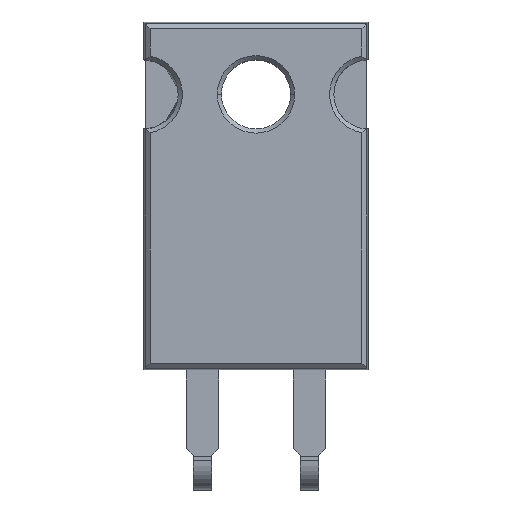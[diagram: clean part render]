
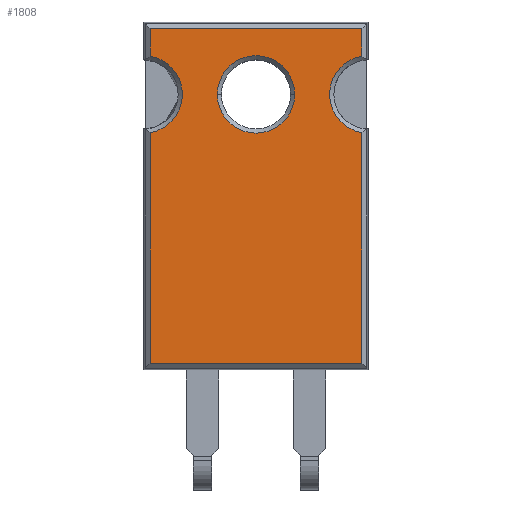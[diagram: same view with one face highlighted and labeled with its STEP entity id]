
A CAD part, top view. The second image highlights one B-rep face of the part: STEP entity #1808.
In plain terms, the highlighted free-form (B-spline) face has degree [1, 1] with [2, 2] control points.
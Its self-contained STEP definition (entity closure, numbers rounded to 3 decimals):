
#1544=CARTESIAN_POINT('',(-1.84,18.4,3.44));
#1545=VERTEX_POINT('',#1544);
#1552=CARTESIAN_POINT('',(1.84,18.4,3.44));
#1553=VERTEX_POINT('',#1552);
#1554=CARTESIAN_POINT('',(0.0,18.4,3.44));
#1555=DIRECTION('',(0.0,0.0,1.0));
#1556=DIRECTION('',(-1.0,0.0,0.0));
#1557=AXIS2_PLACEMENT_3D('',#1554,#1555,#1556);
#1558=CIRCLE('',#1557,1.84);
#1559=EDGE_CURVE('',#1545,#1553,#1558,.T.);
#1721=CARTESIAN_POINT('',(0.0,18.4,3.44));
#1722=DIRECTION('',(0.0,0.0,1.0));
#1723=DIRECTION('',(-1.0,0.0,0.0));
#1724=AXIS2_PLACEMENT_3D('',#1721,#1722,#1723);
#1725=CIRCLE('',#1724,1.84);
#1726=EDGE_CURVE('',#1553,#1545,#1725,.T.);
#1731=CARTESIAN_POINT('',(-5.025,5.63,3.44));
#1732=CARTESIAN_POINT('',(5.025,5.63,3.44));
#1733=CARTESIAN_POINT('',(-5.025,21.53,3.44));
#1734=CARTESIAN_POINT('',(5.025,21.53,3.44));
#1735=B_SPLINE_SURFACE_WITH_KNOTS('',1,1,((#1731,#1733),(#1732,#1734)),.UNSPECIFIED.,.F.,.F.,.U.,(2,2),(2,2),(0.0,10.05),(0.0,15.9),.UNSPECIFIED.);
#1736=CARTESIAN_POINT('',(-5.025,20.214,3.44));
#1737=VERTEX_POINT('',#1736);
#1738=CARTESIAN_POINT('',(-5.025,21.53,3.44));
#1739=VERTEX_POINT('',#1738);
#1740=CARTESIAN_POINT('',(-5.025,20.214,3.44));
#1741=DIRECTION('',(0.0,1.0,0.0));
#1742=VECTOR('',#1741,1.316);
#1743=LINE('',#1740,#1742);
#1744=EDGE_CURVE('',#1737,#1739,#1743,.T.);
#1745=ORIENTED_EDGE('',*,*,#1744,.F.);
#1746=CARTESIAN_POINT('',(-5.025,16.586,3.44));
#1747=VERTEX_POINT('',#1746);
#1748=CARTESIAN_POINT('',(-5.335,18.4,3.44));
#1749=DIRECTION('',(0.0,0.0,1.0));
#1750=DIRECTION('',(1.0,0.0,0.0));
#1751=AXIS2_PLACEMENT_3D('',#1748,#1749,#1750);
#1752=CIRCLE('',#1751,1.84);
#1753=EDGE_CURVE('',#1747,#1737,#1752,.T.);
#1754=ORIENTED_EDGE('',*,*,#1753,.F.);
#1755=CARTESIAN_POINT('',(-5.025,5.63,3.44));
#1756=VERTEX_POINT('',#1755);
#1757=CARTESIAN_POINT('',(-5.025,5.63,3.44));
#1758=DIRECTION('',(0.0,1.0,0.0));
#1759=VECTOR('',#1758,10.956);
#1760=LINE('',#1757,#1759);
#1761=EDGE_CURVE('',#1756,#1747,#1760,.T.);
#1762=ORIENTED_EDGE('',*,*,#1761,.F.);
#1763=CARTESIAN_POINT('',(5.025,5.63,3.44));
#1764=VERTEX_POINT('',#1763);
#1765=CARTESIAN_POINT('',(5.025,5.63,3.44));
#1766=DIRECTION('',(-1.0,0.0,0.0));
#1767=VECTOR('',#1766,10.05);
#1768=LINE('',#1765,#1767);
#1769=EDGE_CURVE('',#1764,#1756,#1768,.T.);
#1770=ORIENTED_EDGE('',*,*,#1769,.F.);
#1771=CARTESIAN_POINT('',(5.025,16.586,3.44));
#1772=VERTEX_POINT('',#1771);
#1773=CARTESIAN_POINT('',(5.025,16.586,3.44));
#1774=DIRECTION('',(0.0,-1.0,0.0));
#1775=VECTOR('',#1774,10.956);
#1776=LINE('',#1773,#1775);
#1777=EDGE_CURVE('',#1772,#1764,#1776,.T.);
#1778=ORIENTED_EDGE('',*,*,#1777,.F.);
#1779=CARTESIAN_POINT('',(5.025,20.214,3.44));
#1780=VERTEX_POINT('',#1779);
#1781=CARTESIAN_POINT('',(5.335,18.4,3.44));
#1782=DIRECTION('',(0.0,0.0,1.0));
#1783=DIRECTION('',(-1.0,0.0,0.0));
#1784=AXIS2_PLACEMENT_3D('',#1781,#1782,#1783);
#1785=CIRCLE('',#1784,1.84);
#1786=EDGE_CURVE('',#1780,#1772,#1785,.T.);
#1787=ORIENTED_EDGE('',*,*,#1786,.F.);
#1788=CARTESIAN_POINT('',(5.025,21.53,3.44));
#1789=VERTEX_POINT('',#1788);
#1790=CARTESIAN_POINT('',(5.025,21.53,3.44));
#1791=DIRECTION('',(0.0,-1.0,0.0));
#1792=VECTOR('',#1791,1.316);
#1793=LINE('',#1790,#1792);
#1794=EDGE_CURVE('',#1789,#1780,#1793,.T.);
#1795=ORIENTED_EDGE('',*,*,#1794,.F.);
#1796=CARTESIAN_POINT('',(-5.025,21.53,3.44));
#1797=DIRECTION('',(1.0,0.0,0.0));
#1798=VECTOR('',#1797,10.05);
#1799=LINE('',#1796,#1798);
#1800=EDGE_CURVE('',#1739,#1789,#1799,.T.);
#1801=ORIENTED_EDGE('',*,*,#1800,.F.);
#1802=EDGE_LOOP('',(#1745,#1754,#1762,#1770,#1778,#1787,#1795,#1801));
#1803=FACE_OUTER_BOUND('',#1802,.T.);
#1804=ORIENTED_EDGE('',*,*,#1726,.F.);
#1805=ORIENTED_EDGE('',*,*,#1559,.F.);
#1806=EDGE_LOOP('',(#1804,#1805));
#1807=FACE_BOUND('',#1806,.T.);
#1808=ADVANCED_FACE('',(#1803,#1807),#1735,.T.);
